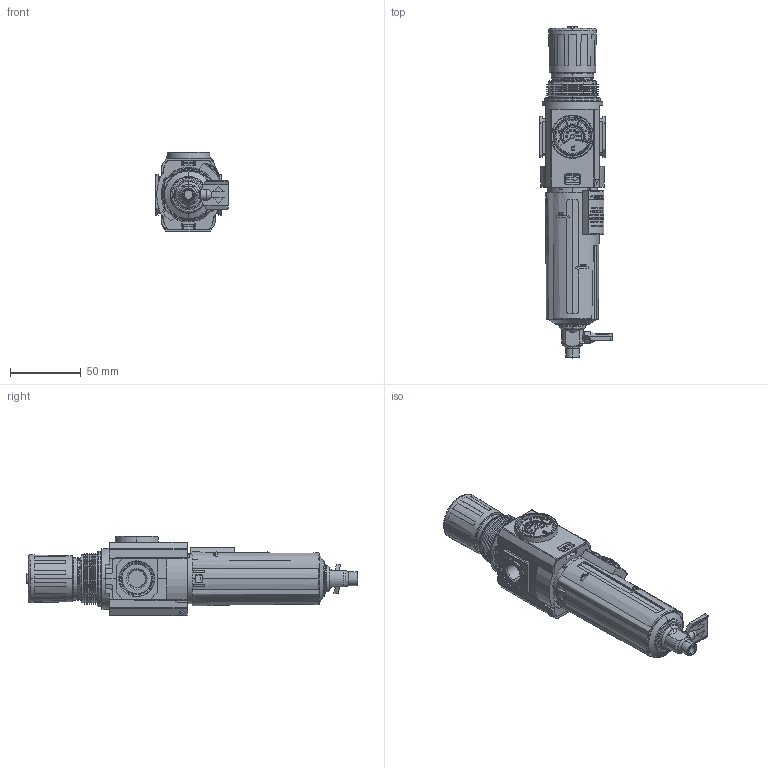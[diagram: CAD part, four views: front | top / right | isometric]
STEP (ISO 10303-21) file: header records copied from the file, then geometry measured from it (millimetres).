
FILE_DESCRIPTION (( 'STEP AP203' ), '1' );
FILE_NAME ('B82G-2AK-QP3-RMG.step', '2021-09-07T17:39:52', ( '' ), ( '' ), 'SwSTEP 2.0', 'SolidWorks 2021', '' );
FILE_SCHEMA (( 'CONFIG_CONTROL_DESIGN' ));
Products named in the file (1): B82G-2AK-QP3-RMG
Bounding box: 51.48 x 235.13 x 56 mm (x, y, z)
Volume: 289304.2 mm3; surface area: 74866.5 mm2
Topology: 8 solids, 8 shells, 2685 faces, 7366 edges, 4846 vertices
Faces by surface type: cylinder 1230, plane 1044, bspline 215, cone 192, torus 4
Entity records: 93480 total; most frequent: CARTESIAN_POINT 26184, ORIENTED_EDGE 14728, DIRECTION 13706, EDGE_CURVE 7364, AXIS2_PLACEMENT_3D 5108, VERTEX_POINT 4846, VECTOR 3490, LINE 3490
